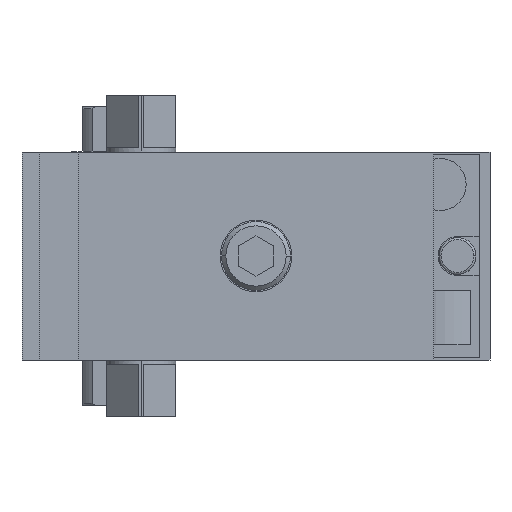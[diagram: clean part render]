
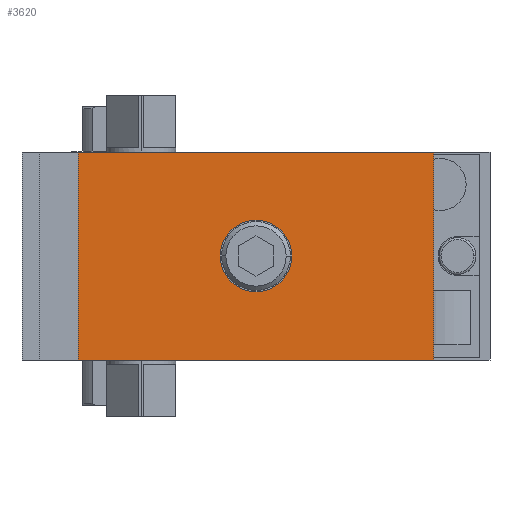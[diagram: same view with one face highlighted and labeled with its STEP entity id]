
A CAD part, left-side view. The second image highlights one B-rep face of the part: STEP entity #3620.
In plain terms, the highlighted planar face has unit normal (-1, 0, 0).
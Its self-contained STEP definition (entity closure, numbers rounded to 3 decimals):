
#3594=AXIS2_PLACEMENT_3D('Plane Axis2P3D',#3591,#3592,#3593) ;
#3604=AXIS2_PLACEMENT_3D('Circle Axis2P3D',#3602,#3603,$) ;
#3613=AXIS2_PLACEMENT_3D('Circle Axis2P3D',#3611,#3612,$) ;
#2729=CARTESIAN_POINT('Vertex',(-264.8,-71.5,24.)) ;
#2736=CARTESIAN_POINT('Vertex',(-264.8,10.5,24.)) ;
#2739=CARTESIAN_POINT('Line Origine',(-264.8,-30.5,24.)) ;
#2760=CARTESIAN_POINT('Vertex',(-264.8,10.5,-24.)) ;
#2763=CARTESIAN_POINT('Line Origine',(-264.8,10.5,0.)) ;
#2820=CARTESIAN_POINT('Vertex',(-264.8,-71.5,-24.)) ;
#2823=CARTESIAN_POINT('Line Origine',(-264.8,-30.5,-24.)) ;
#2840=CARTESIAN_POINT('Line Origine',(-264.8,-71.5,0.)) ;
#3591=CARTESIAN_POINT('Axis2P3D Location',(-264.8,0.,0.)) ;
#3602=CARTESIAN_POINT('Axis2P3D Location',(-264.8,-30.5,0.)) ;
#3606=CARTESIAN_POINT('Vertex',(-264.8,-38.75,0.)) ;
#3608=CARTESIAN_POINT('Vertex',(-264.8,-22.25,0.)) ;
#3611=CARTESIAN_POINT('Axis2P3D Location',(-264.8,-30.5,0.)) ;
#2740=DIRECTION('Vector Direction',(0.,-1.,0.)) ;
#2764=DIRECTION('Vector Direction',(0.,0.,1.)) ;
#2824=DIRECTION('Vector Direction',(0.,1.,0.)) ;
#2841=DIRECTION('Vector Direction',(0.,0.,-1.)) ;
#3592=DIRECTION('Axis2P3D Direction',(-1.,0.,0.)) ;
#3593=DIRECTION('Axis2P3D XDirection',(0.,-1.,0.)) ;
#3603=DIRECTION('Axis2P3D Direction',(-1.,0.,0.)) ;
#3612=DIRECTION('Axis2P3D Direction',(-1.,0.,0.)) ;
#2741=VECTOR('Line Direction',#2740,1.) ;
#2765=VECTOR('Line Direction',#2764,1.) ;
#2825=VECTOR('Line Direction',#2824,1.) ;
#2842=VECTOR('Line Direction',#2841,1.) ;
#3597=ORIENTED_EDGE('',*,*,#2743,.T.) ;
#3598=ORIENTED_EDGE('',*,*,#2767,.T.) ;
#3599=ORIENTED_EDGE('',*,*,#2827,.T.) ;
#3600=ORIENTED_EDGE('',*,*,#2844,.T.) ;
#3617=ORIENTED_EDGE('',*,*,#3610,.F.) ;
#3618=ORIENTED_EDGE('',*,*,#3615,.F.) ;
#3619=FACE_BOUND('',#3616,.T.) ;
#3620=ADVANCED_FACE('U_50_BR5_Z_A00_T24_2_TUENKERS',(#3601,#3619),#3595,.T.) ;
#3605=CIRCLE('generated circle',#3604,8.25) ;
#3614=CIRCLE('generated circle',#3613,8.25) ;
#2743=EDGE_CURVE('',#2730,#2737,#2742,.F.) ;
#2767=EDGE_CURVE('',#2737,#2761,#2766,.F.) ;
#2827=EDGE_CURVE('',#2761,#2821,#2826,.F.) ;
#2844=EDGE_CURVE('',#2821,#2730,#2843,.F.) ;
#3610=EDGE_CURVE('',#3607,#3609,#3605,.T.) ;
#3615=EDGE_CURVE('',#3609,#3607,#3614,.T.) ;
#3596=EDGE_LOOP('',(#3597,#3598,#3599,#3600)) ;
#3616=EDGE_LOOP('',(#3617,#3618)) ;
#3601=FACE_OUTER_BOUND('',#3596,.T.) ;
#2742=LINE('Line',#2739,#2741) ;
#2766=LINE('Line',#2763,#2765) ;
#2826=LINE('Line',#2823,#2825) ;
#2843=LINE('Line',#2840,#2842) ;
#3595=PLANE('Plane',#3594) ;
#2730=VERTEX_POINT('',#2729) ;
#2737=VERTEX_POINT('',#2736) ;
#2761=VERTEX_POINT('',#2760) ;
#2821=VERTEX_POINT('',#2820) ;
#3607=VERTEX_POINT('',#3606) ;
#3609=VERTEX_POINT('',#3608) ;
